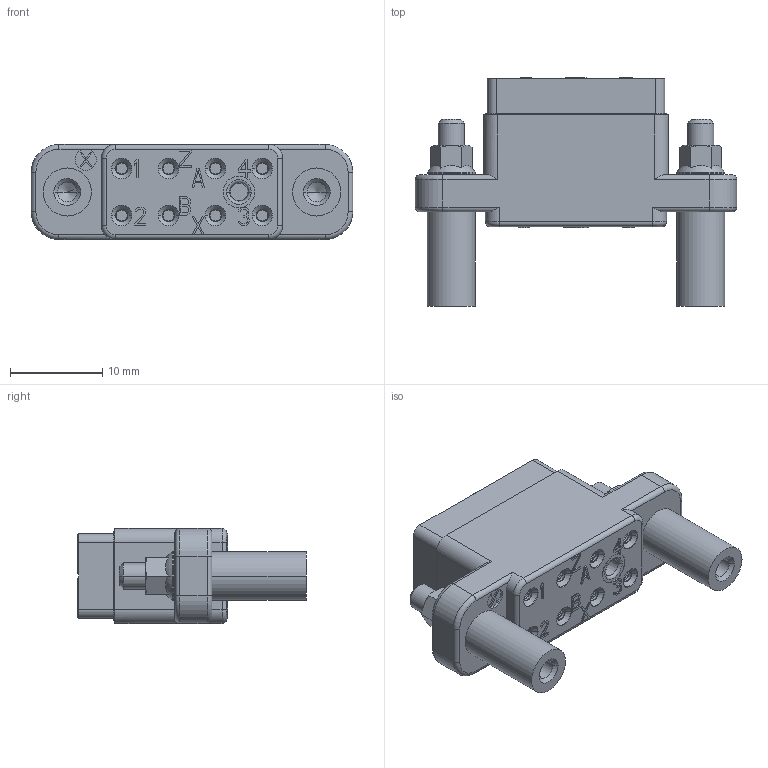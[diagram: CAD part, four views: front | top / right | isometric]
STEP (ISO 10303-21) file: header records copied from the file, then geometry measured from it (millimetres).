
FILE_DESCRIPTION((''),'2;1');
FILE_NAME('00158225102','2020-09-30T',('presta_be4'),(''),'CREO PARAMETRIC BY PTC INC, 2018360','CREO PARAMETRIC BY PTC INC, 2018360','');
FILE_SCHEMA(('CONFIG_CONTROL_DESIGN'));
Length unit declared in the file: millimetre
Products named in the file (1): 00158225102
Bounding box: 34.8 x 24.7 x 10.3 mm (x, y, z)
Volume: 3744.7 mm3; surface area: 4680.6 mm2
Topology: 1 solids, 1 shells, 1514 faces, 3864 edges, 2359 vertices
Faces by surface type: plane 666, cylinder 356, cone 250, torus 238, sphere 4
Entity records: 47731 total; most frequent: CARTESIAN_POINT 11091, DIRECTION 7761, ORIENTED_EDGE 7680, EDGE_CURVE 3840, AXIS2_PLACEMENT_3D 2919, VERTEX_POINT 2357, VECTOR 1923, LINE 1923
